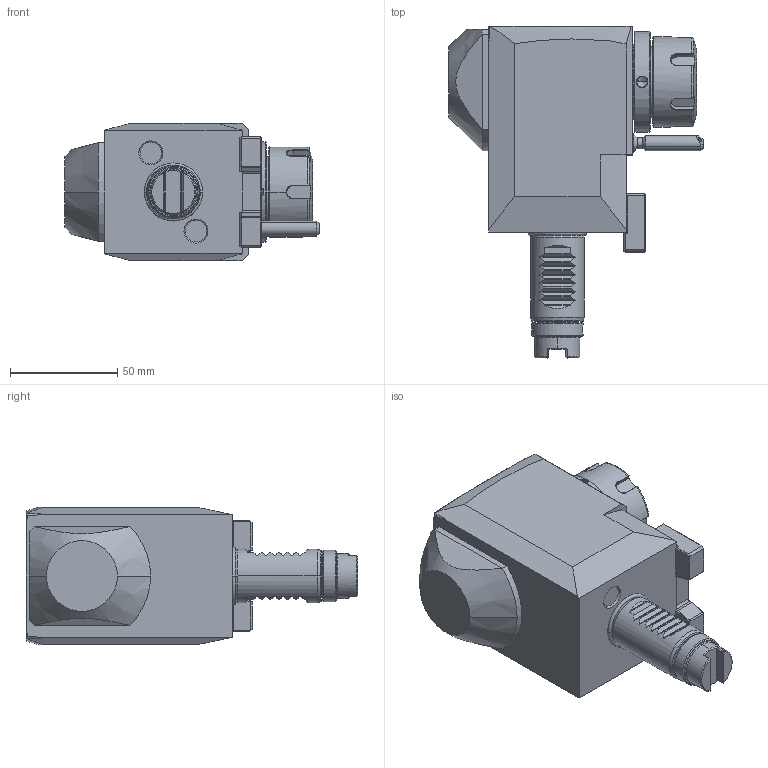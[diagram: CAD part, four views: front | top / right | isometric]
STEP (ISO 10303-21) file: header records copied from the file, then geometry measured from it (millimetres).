
FILE_DESCRIPTION((''),'2;1');
FILE_NAME('NGT1_25_261_25_2_3_70','2024-12-20T',('vali'),('NOVA GRUP'),'PRO/ENGINEER BY PARAMETRIC TECHNOLOGY CORPORATION, 2010280','PRO/ENGINEER BY PARAMETRIC TECHNOLOGY CORPORATION, 2010280','');
FILE_SCHEMA(('CONFIG_CONTROL_DESIGN'));
Length unit declared in the file: millimetre
Products named in the file (1): NGT1_25_261_25_2_3_70
Bounding box: 118.33 x 154.5 x 64 mm (x, y, z)
Volume: 505431.2 mm3; surface area: 49640.1 mm2
Topology: 1 solids, 1 shells, 418 faces, 1061 edges, 653 vertices
Faces by surface type: plane 214, cylinder 66, cone 64, bspline 52, torus 18, extrusion 2, sphere 2
Entity records: 18203 total; most frequent: CARTESIAN_POINT 8721, ORIENTED_EDGE 2094, DIRECTION 1724, EDGE_CURVE 1047, VERTEX_POINT 653, VECTOR 582, LINE 580, AXIS2_PLACEMENT_3D 571
